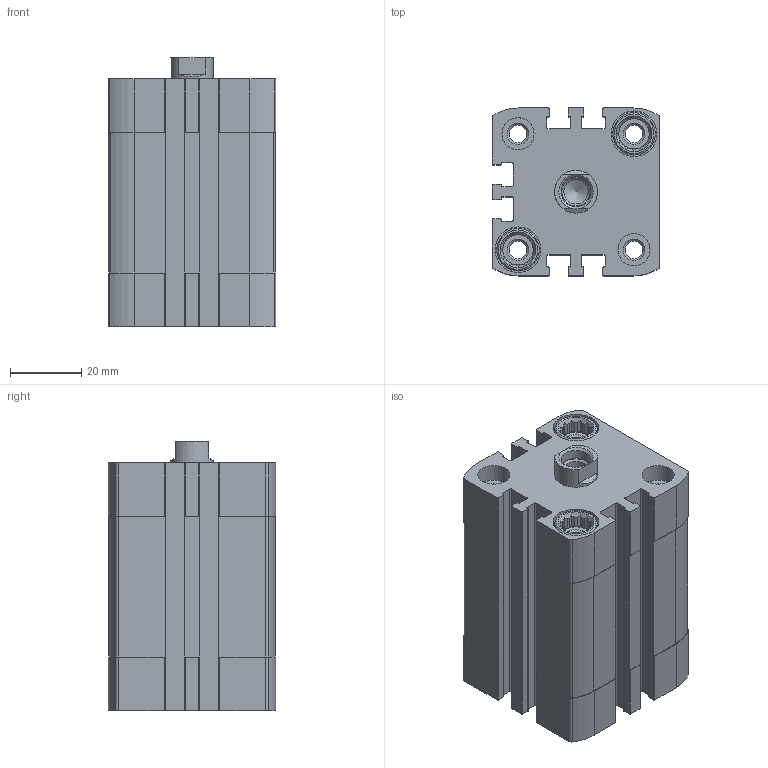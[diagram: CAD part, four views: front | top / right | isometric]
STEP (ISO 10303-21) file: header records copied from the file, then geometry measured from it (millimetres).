
FILE_DESCRIPTION(/* description */ ('STEP AP214'),/* implementation_level */ '2;1');
FILE_NAME(/* name */ '557093_ADN-1_1_4-1-I-P-A',/* time_stamp */ '2024-07-30T15:45:58+02:00',/* author */ ('License CC BY-ND 4.0'),/* organization */ ('CADENAS'),/* preprocessor_version */ 'ST-DEVELOPER v19.3',/* originating_system */ 'PARTsolutions',/* authorisation */ ' ');
FILE_SCHEMA (('AUTOMOTIVE_DESIGN {1 0 10303 214 3 1 1}'));
Length unit declared in the file: millimetre
Products named in the file (3): 557093 ADN-1 1/4"-1"-I-P-A--(10); 557093 ADN-1_(HS); 557093 ADN-1-I_(PS)
Assembly tree (2 placements, depth 2):
  557093 ADN-1 1/4"-1"-I-P-A--(10)
    557093 ADN-1_(HS)
    557093 ADN-1-I_(PS)
Bounding box: 47 x 47 x 75.4 mm (x, y, z)
Volume: 107771.6 mm3; surface area: 40113.5 mm2
Topology: 2 solids, 2 shells, 412 faces, 1093 edges, 715 vertices
Faces by surface type: plane 268, cylinder 121, cone 23
Full cylindrical faces by diameter (mm): 4.917 x8, 6 x4, 6.792 x1, 8.4 x1, 8.5 x4, 9 x5, 10.2 x2, 11.9 x4, 12 x2, 12.8 x4, 31.75 x2
Entity records: 12585 total; most frequent: CARTESIAN_POINT 2432, DIRECTION 2112, ORIENTED_EDGE 2040, EDGE_CURVE 1020, AXIS2_PLACEMENT_3D 775, VERTEX_POINT 703, LINE 562, VECTOR 562
